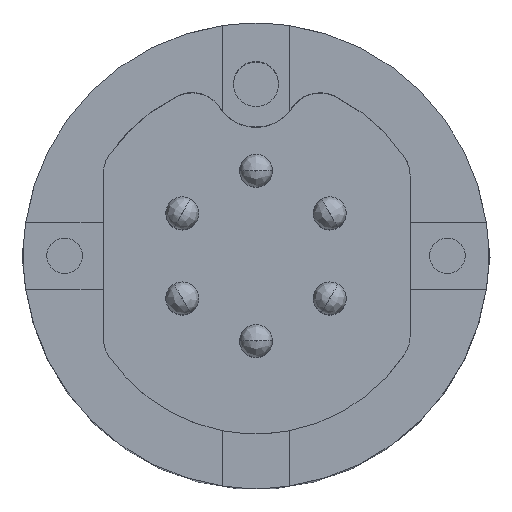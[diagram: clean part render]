
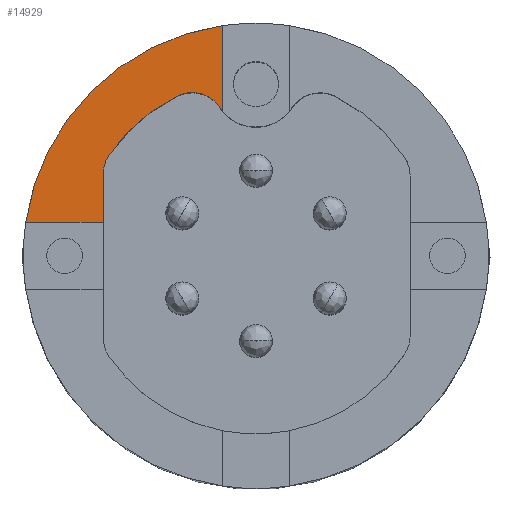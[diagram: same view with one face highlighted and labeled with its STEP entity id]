
A CAD part, top view. The second image highlights one B-rep face of the part: STEP entity #14929.
In plain terms, the highlighted planar face has unit normal (0, 0, 1).
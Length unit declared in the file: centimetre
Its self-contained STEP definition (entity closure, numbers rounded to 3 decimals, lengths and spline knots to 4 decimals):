
#822 = CARTESIAN_POINT ( 'NONE',  ( -0.3765, 0.7631, 0. ) ) ;
#828 = CARTESIAN_POINT ( 'NONE',  ( -0.7023, 0.4804, 0. ) ) ;
#864 = CARTESIAN_POINT ( 'NONE',  ( -0.7302, 0.16, 0. ) ) ;
#873 = CARTESIAN_POINT ( 'NONE',  ( -0.16, 1.0997, 0. ) ) ;
#878 = CARTESIAN_POINT ( 'NONE',  ( -0.7302, 0.3901, 0. ) ) ;
#898 = CARTESIAN_POINT ( 'NONE',  ( -0.1719, 0.7074, 0. ) ) ;
#1037 = CARTESIAN_POINT ( 'NONE',  ( -0.5702, 0.3901, 0. ) ) ;
#1038 = DIRECTION ( 'NONE',  ( 0., 0., -1. ) ) ;
#1039 = DIRECTION ( 'NONE',  ( -1., 0., 0. ) ) ;
#1104 = CARTESIAN_POINT ( 'NONE',  ( -0.16, 0., 0. ) ) ;
#1105 = DIRECTION ( 'NONE',  ( 0., 1., 0. ) ) ;
#1237 = CARTESIAN_POINT ( 'NONE',  ( -0.7302, 0., 0. ) ) ;
#1247 = DIRECTION ( 'NONE',  ( 0., 1., 0. ) ) ;
#1287 = CARTESIAN_POINT ( 'NONE',  ( 0., 0., 0. ) ) ;
#1288 = DIRECTION ( 'NONE',  ( 0., 0., -1. ) ) ;
#1289 = DIRECTION ( 'NONE',  ( -1., 0., 0. ) ) ;
#1322 = CARTESIAN_POINT ( 'NONE',  ( 0., 0.8204, 0. ) ) ;
#1323 = DIRECTION ( 'NONE',  ( 0., 0., 1. ) ) ;
#1324 = DIRECTION ( 'NONE',  ( -1., 0., 0. ) ) ;
#2461 = VECTOR ( 'NONE', #14669, 100. ) ;
#2472 = LINE ( 'NONE', #1104, #2488 ) ;
#2476 = LINE ( 'NONE', #1237, #2582 ) ;
#2488 = VECTOR ( 'NONE', #1105, 100. ) ;
#2519 = LINE ( 'NONE', #14650, #2461 ) ;
#2571 = CIRCLE ( 'NONE', #3865, 1.1113 ) ;
#2582 = VECTOR ( 'NONE', #1247, 100. ) ;
#2630 = CIRCLE ( 'NONE', #3901, 0.8509 ) ;
#2666 = CIRCLE ( 'NONE', #3885, 0.16 ) ;
#2767 = EDGE_CURVE ( 'NONE', #3340, #3426, #2519, .T. ) ;
#2768 = EDGE_CURVE ( 'NONE', #3340, #3445, #2571, .T. ) ;
#3340 = VERTEX_POINT ( 'NONE', #5406 ) ;
#3362 = VERTEX_POINT ( 'NONE', #822 ) ;
#3366 = VERTEX_POINT ( 'NONE', #828 ) ;
#3426 = VERTEX_POINT ( 'NONE', #864 ) ;
#3445 = VERTEX_POINT ( 'NONE', #873 ) ;
#3446 = VERTEX_POINT ( 'NONE', #878 ) ;
#3471 = VERTEX_POINT ( 'NONE', #898 ) ;
#3576 = EDGE_CURVE ( 'NONE', #3446, #3366, #2666, .T. ) ;
#3595 = EDGE_CURVE ( 'NONE', #15783, #3445, #2472, .T. ) ;
#3627 = EDGE_CURVE ( 'NONE', #3426, #3446, #2476, .T. ) ;
#3639 = EDGE_CURVE ( 'NONE', #3366, #3362, #2630, .T. ) ;
#3649 = EDGE_CURVE ( 'NONE', #3471, #15783, #15566, .T. ) ;
#3757 = EDGE_CURVE ( 'NONE', #3362, #3471, #15652, .T. ) ;
#3865 = AXIS2_PLACEMENT_3D ( 'NONE', #14615, #14674, #14686 ) ;
#3885 = AXIS2_PLACEMENT_3D ( 'NONE', #1037, #1038, #1039 ) ;
#3901 = AXIS2_PLACEMENT_3D ( 'NONE', #1287, #1288, #1289 ) ;
#3903 = AXIS2_PLACEMENT_3D ( 'NONE', #1322, #1323, #1324 ) ;
#3937 = AXIS2_PLACEMENT_3D ( 'NONE', #15408, #15409, #15410 ) ;
#5103 = CARTESIAN_POINT ( 'NONE',  ( 0., 0., 0. ) ) ;
#5110 = PLANE ( 'NONE',  #5240 ) ;
#5112 = DIRECTION ( 'NONE',  ( 0., 0., 1. ) ) ;
#5113 = DIRECTION ( 'NONE',  ( 1., 0., 0. ) ) ;
#5240 = AXIS2_PLACEMENT_3D ( 'NONE', #5103, #5112, #5113 ) ;
#5406 = CARTESIAN_POINT ( 'NONE',  ( -1.0997, 0.16, 0. ) ) ;
#9238 = FACE_OUTER_BOUND ( 'NONE', #14326, .T. ) ;
#12828 = CARTESIAN_POINT ( 'NONE',  ( -0.16, 0.6911, 0. ) ) ;
#13984 = ORIENTED_EDGE ( 'NONE', *, *, #2767, .T. ) ;
#13985 = ORIENTED_EDGE ( 'NONE', *, *, #3639, .T. ) ;
#14009 = ORIENTED_EDGE ( 'NONE', *, *, #3576, .T. ) ;
#14016 = ORIENTED_EDGE ( 'NONE', *, *, #3649, .T. ) ;
#14040 = ORIENTED_EDGE ( 'NONE', *, *, #3595, .T. ) ;
#14072 = ORIENTED_EDGE ( 'NONE', *, *, #3627, .T. ) ;
#14141 = ORIENTED_EDGE ( 'NONE', *, *, #2768, .F. ) ;
#14161 = ORIENTED_EDGE ( 'NONE', *, *, #3757, .T. ) ;
#14326 = EDGE_LOOP ( 'NONE', ( #13985, #14161, #14016, #14040, #14141, #13984, #14072, #14009 ) ) ;
#14615 = CARTESIAN_POINT ( 'NONE',  ( 0., 0., 0. ) ) ;
#14650 = CARTESIAN_POINT ( 'NONE',  ( 0., 0.16, 0. ) ) ;
#14669 = DIRECTION ( 'NONE',  ( 1., 0., 0. ) ) ;
#14674 = DIRECTION ( 'NONE',  ( 0., 0., -1. ) ) ;
#14686 = DIRECTION ( 'NONE',  ( -1., 0., 0. ) ) ;
#14929 = ADVANCED_FACE ( 'NONE', ( #9238 ), #5110, .T. ) ;
#15408 = CARTESIAN_POINT ( 'NONE',  ( -0.3057, 0.6196, 0. ) ) ;
#15409 = DIRECTION ( 'NONE',  ( 0., 0., -1. ) ) ;
#15410 = DIRECTION ( 'NONE',  ( -1., 0., 0. ) ) ;
#15566 = CIRCLE ( 'NONE', #3903, 0.2057 ) ;
#15652 = CIRCLE ( 'NONE', #3937, 0.16 ) ;
#15783 = VERTEX_POINT ( 'NONE', #12828 ) ;
